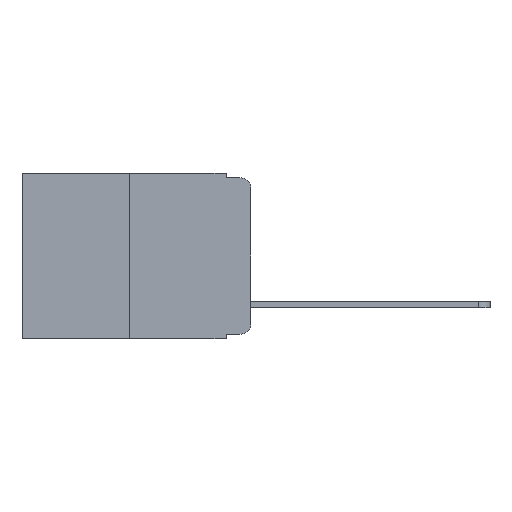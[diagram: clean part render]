
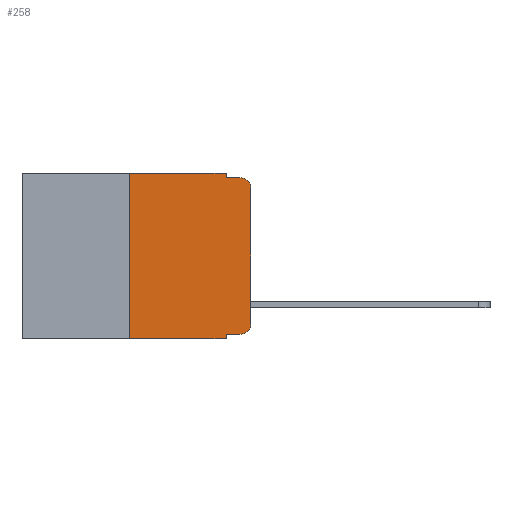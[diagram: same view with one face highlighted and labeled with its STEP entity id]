
A CAD part, left-side view. The second image highlights one B-rep face of the part: STEP entity #258.
In plain terms, the highlighted planar face has unit normal (-1, 0, 0).
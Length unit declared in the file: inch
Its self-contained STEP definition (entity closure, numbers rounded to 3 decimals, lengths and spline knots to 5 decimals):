
#9 = VERTEX_POINT ( 'NONE', #3678 ) ;
#201 = LINE ( 'NONE', #5489, #10248 ) ;
#258 = ADVANCED_FACE ( 'NONE', ( #8501 ), #1313, .F. ) ;
#392 = CARTESIAN_POINT ( 'NONE',  ( 0., 0.25, 0. ) ) ;
#606 = ORIENTED_EDGE ( 'NONE', *, *, #10135, .F. ) ;
#664 = VECTOR ( 'NONE', #8789, 39.37008 ) ;
#741 = CARTESIAN_POINT ( 'NONE',  ( 0., 0.02, -0.313 ) ) ;
#867 = ORIENTED_EDGE ( 'NONE', *, *, #7246, .F. ) ;
#909 = ORIENTED_EDGE ( 'NONE', *, *, #2427, .T. ) ;
#1081 = VERTEX_POINT ( 'NONE', #8326 ) ;
#1313 = PLANE ( 'NONE',  #9497 ) ;
#1352 = DIRECTION ( 'NONE',  ( -1., 0., 0. ) ) ;
#1362 = DIRECTION ( 'NONE',  ( 0., 0., -1. ) ) ;
#1430 = DIRECTION ( 'NONE',  ( 0., -1., 0. ) ) ;
#1666 = EDGE_CURVE ( 'NONE', #2227, #9011, #7329, .T. ) ;
#1868 = ORIENTED_EDGE ( 'NONE', *, *, #8653, .T. ) ;
#1870 = DIRECTION ( 'NONE',  ( 0., 0., -1. ) ) ;
#2026 = AXIS2_PLACEMENT_3D ( 'NONE', #8195, #1352, #1362 ) ;
#2127 = ORIENTED_EDGE ( 'NONE', *, *, #8692, .F. ) ;
#2227 = VERTEX_POINT ( 'NONE', #9334 ) ;
#2403 = ORIENTED_EDGE ( 'NONE', *, *, #1666, .F. ) ;
#2406 = DIRECTION ( 'NONE',  ( 0., -1., 0. ) ) ;
#2427 = EDGE_CURVE ( 'NONE', #2227, #9, #5189, .T. ) ;
#2438 = VERTEX_POINT ( 'NONE', #9584 ) ;
#2464 = VERTEX_POINT ( 'NONE', #2720 ) ;
#2656 = ORIENTED_EDGE ( 'NONE', *, *, #8582, .T. ) ;
#2720 = CARTESIAN_POINT ( 'NONE',  ( 0., 0.051, -0.333 ) ) ;
#2815 = EDGE_CURVE ( 'NONE', #4347, #1081, #5678, .T. ) ;
#3054 = DIRECTION ( 'NONE',  ( 0., -1., 0. ) ) ;
#3288 = VERTEX_POINT ( 'NONE', #7482 ) ;
#3394 = CARTESIAN_POINT ( 'NONE',  ( 0., 0.473, -0.343 ) ) ;
#3511 = DIRECTION ( 'NONE',  ( 1., 0., 0. ) ) ;
#3519 = VECTOR ( 'NONE', #9960, 39.37008 ) ;
#3678 = CARTESIAN_POINT ( 'NONE',  ( 0., 0.051, -0.343 ) ) ;
#4148 = CIRCLE ( 'NONE', #2026, 0.02 ) ;
#4317 = CARTESIAN_POINT ( 'NONE',  ( 0., 0.473, 0. ) ) ;
#4326 = CARTESIAN_POINT ( 'NONE',  ( 0., 0.051, -0.01 ) ) ;
#4347 = VERTEX_POINT ( 'NONE', #4566 ) ;
#4355 = VECTOR ( 'NONE', #3054, 39.37008 ) ;
#4376 = VECTOR ( 'NONE', #6657, 39.37008 ) ;
#4566 = CARTESIAN_POINT ( 'NONE',  ( 0., 0.051, 0. ) ) ;
#4760 = CARTESIAN_POINT ( 'NONE',  ( 0., 0.051, -0.333 ) ) ;
#5189 = LINE ( 'NONE', #3394, #8888 ) ;
#5204 = ORIENTED_EDGE ( 'NONE', *, *, #7938, .T. ) ;
#5442 = DIRECTION ( 'NONE',  ( 0., 0., -1. ) ) ;
#5489 = CARTESIAN_POINT ( 'NONE',  ( 0., 0.051, 0. ) ) ;
#5678 = LINE ( 'NONE', #9943, #3519 ) ;
#6090 = CARTESIAN_POINT ( 'NONE',  ( 0., 0.25, 0. ) ) ;
#6097 = EDGE_LOOP ( 'NONE', ( #2656, #5204, #867, #6250, #2127, #2403, #909, #606, #7500, #1868 ) ) ;
#6250 = ORIENTED_EDGE ( 'NONE', *, *, #2815, .F. ) ;
#6657 = DIRECTION ( 'NONE',  ( 0., -1., 0. ) ) ;
#6695 = LINE ( 'NONE', #7585, #4376 ) ;
#6904 = DIRECTION ( 'NONE',  ( 0., 0., 1. ) ) ;
#7065 = VERTEX_POINT ( 'NONE', #9448 ) ;
#7246 = EDGE_CURVE ( 'NONE', #1081, #7939, #9281, .T. ) ;
#7329 = LINE ( 'NONE', #6090, #664 ) ;
#7407 = VECTOR ( 'NONE', #6904, 39.37008 ) ;
#7435 = VECTOR ( 'NONE', #1430, 39.37008 ) ;
#7482 = CARTESIAN_POINT ( 'NONE',  ( 0., 0., -0.313 ) ) ;
#7500 = ORIENTED_EDGE ( 'NONE', *, *, #9529, .T. ) ;
#7585 = CARTESIAN_POINT ( 'NONE',  ( 0., 0.473, 0. ) ) ;
#7595 = CARTESIAN_POINT ( 'NONE',  ( 0., 0.02, -0.01 ) ) ;
#7938 = EDGE_CURVE ( 'NONE', #7065, #7939, #4148, .T. ) ;
#7939 = VERTEX_POINT ( 'NONE', #7595 ) ;
#8195 = CARTESIAN_POINT ( 'NONE',  ( 0., 0.02, -0.03 ) ) ;
#8326 = CARTESIAN_POINT ( 'NONE',  ( 0., 0.051, -0.01 ) ) ;
#8410 = LINE ( 'NONE', #4760, #4355 ) ;
#8484 = CARTESIAN_POINT ( 'NONE',  ( 0., 0., 0. ) ) ;
#8501 = FACE_OUTER_BOUND ( 'NONE', #6097, .T. ) ;
#8582 = EDGE_CURVE ( 'NONE', #3288, #7065, #9260, .T. ) ;
#8653 = EDGE_CURVE ( 'NONE', #2438, #3288, #8850, .T. ) ;
#8683 = DIRECTION ( 'NONE',  ( -1., 0., 0. ) ) ;
#8692 = EDGE_CURVE ( 'NONE', #9011, #4347, #6695, .T. ) ;
#8789 = DIRECTION ( 'NONE',  ( 0., 0., 1. ) ) ;
#8850 = CIRCLE ( 'NONE', #9300, 0.02 ) ;
#8888 = VECTOR ( 'NONE', #2406, 39.37008 ) ;
#9011 = VERTEX_POINT ( 'NONE', #392 ) ;
#9260 = LINE ( 'NONE', #8484, #7407 ) ;
#9274 = DIRECTION ( 'NONE',  ( 0., 0., -1. ) ) ;
#9281 = LINE ( 'NONE', #4326, #7435 ) ;
#9300 = AXIS2_PLACEMENT_3D ( 'NONE', #741, #8683, #9274 ) ;
#9334 = CARTESIAN_POINT ( 'NONE',  ( 0., 0.25, -0.343 ) ) ;
#9448 = CARTESIAN_POINT ( 'NONE',  ( 0., 0., -0.03 ) ) ;
#9497 = AXIS2_PLACEMENT_3D ( 'NONE', #4317, #3511, #1870 ) ;
#9529 = EDGE_CURVE ( 'NONE', #2464, #2438, #8410, .T. ) ;
#9584 = CARTESIAN_POINT ( 'NONE',  ( 0., 0.02, -0.333 ) ) ;
#9943 = CARTESIAN_POINT ( 'NONE',  ( 0., 0.051, 0. ) ) ;
#9960 = DIRECTION ( 'NONE',  ( 0., 0., -1. ) ) ;
#10135 = EDGE_CURVE ( 'NONE', #2464, #9, #201, .T. ) ;
#10248 = VECTOR ( 'NONE', #5442, 39.37008 ) ;
